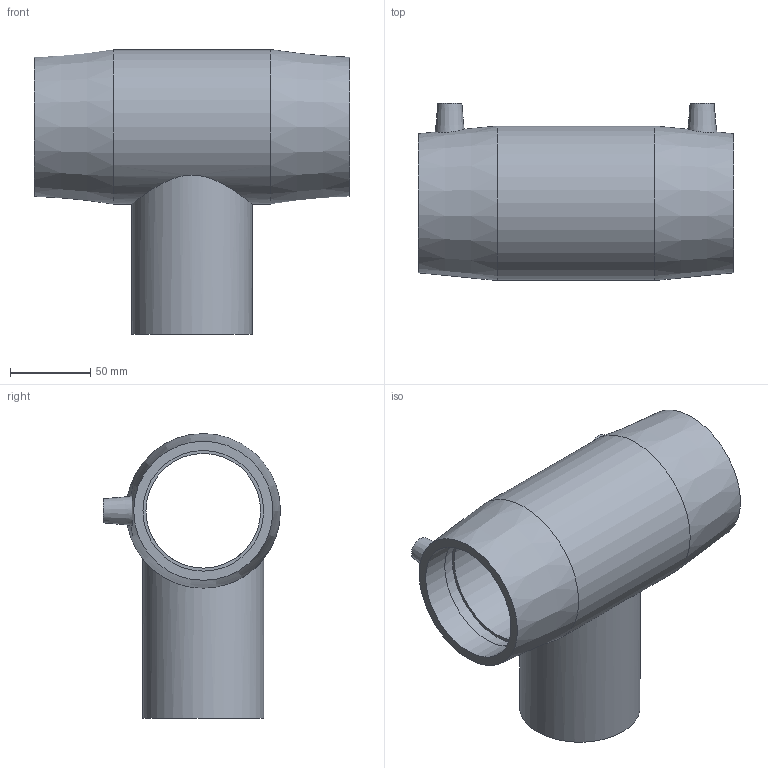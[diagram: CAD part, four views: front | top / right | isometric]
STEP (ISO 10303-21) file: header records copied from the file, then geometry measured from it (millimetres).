
FILE_DESCRIPTION(/* description */ ('PLASSON TEE 75-75-75'),/* implementation_level */ '2;1');
FILE_NAME(/* name */ '490404075.ipt.stp',/* time_stamp */ '2017-11-06T09:11:25+02:00',/* author */ ('KIM'),/* organization */ (''),/* preprocessor_version */ 'ST-DEVELOPER v15.6',/* originating_system */ 'Autodesk Inventor 2015',/* authorisation */ '');
FILE_SCHEMA (('AUTOMOTIVE_DESIGN { 1 0 10303 214 3 1 1 }'));
Length unit declared in the file: millimetre
Products named in the file (1): 490404075
Bounding box: 196 x 110 x 177 mm (x, y, z)
Volume: 619150.6 mm3; surface area: 143681.1 mm2
Topology: 1 solids, 1 shells, 31 faces, 60 edges, 40 vertices
Faces by surface type: plane 13, cylinder 12, cone 6
Full cylindrical faces by diameter (mm): 4.8 x2, 9.6 x2, 60 x1, 71.25 x1, 75 x5, 96 x1
Entity records: 850 total; most frequent: CARTESIAN_POINT 292, DIRECTION 120, EDGE_LOOP 64, ORIENTED_EDGE 64, AXIS2_PLACEMENT_3D 60, FACE_BOUND 33, VERTEX_POINT 32, EDGE_CURVE 32
